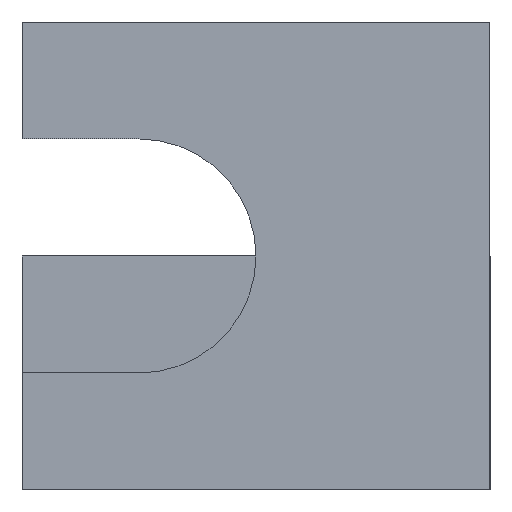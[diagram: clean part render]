
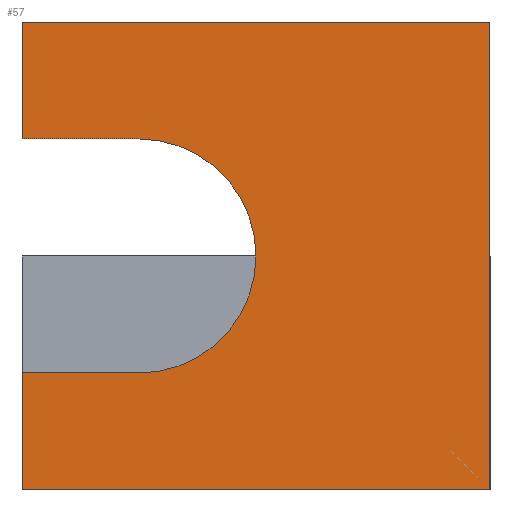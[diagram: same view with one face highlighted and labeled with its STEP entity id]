
A CAD part, left-side view. The second image highlights one B-rep face of the part: STEP entity #57.
In plain terms, the highlighted planar face has unit normal (-1, 0, 0).
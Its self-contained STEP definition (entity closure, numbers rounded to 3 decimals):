
#20 = DIRECTION ( 'NONE',  ( 1., 0., 0. ) ) ;
#22 = CARTESIAN_POINT ( 'NONE',  ( 0., 21., 0. ) ) ;
#33 = DIRECTION ( 'NONE',  ( 0., 0., -1. ) ) ;
#37 = CARTESIAN_POINT ( 'NONE',  ( 0., 0., 14. ) ) ;
#43 = VECTOR ( 'NONE', #468, 1000. ) ;
#44 = CARTESIAN_POINT ( 'NONE',  ( 0., 0., -14. ) ) ;
#50 = LINE ( 'NONE', #44, #148 ) ;
#51 = AXIS2_PLACEMENT_3D ( 'NONE', #22, #20, #97 ) ;
#57 = ADVANCED_FACE ( 'NONE', ( #515 ), #285, .F. ) ;
#63 = EDGE_CURVE ( 'NONE', #201, #406, #402, .T. ) ;
#65 = VERTEX_POINT ( 'NONE', #37 ) ;
#73 = LINE ( 'NONE', #120, #475 ) ;
#78 = CARTESIAN_POINT ( 'NONE',  ( 0., 21., 7. ) ) ;
#97 = DIRECTION ( 'NONE',  ( 0., 0., -1. ) ) ;
#99 = VECTOR ( 'NONE', #456, 1000. ) ;
#108 = LINE ( 'NONE', #329, #99 ) ;
#120 = CARTESIAN_POINT ( 'NONE',  ( 0., 28., 14. ) ) ;
#134 = CARTESIAN_POINT ( 'NONE',  ( 0., 28., -7. ) ) ;
#137 = LINE ( 'NONE', #333, #284 ) ;
#148 = VECTOR ( 'NONE', #454, 1000. ) ;
#150 = EDGE_CURVE ( 'NONE', #65, #289, #137, .T. ) ;
#151 = VERTEX_POINT ( 'NONE', #328 ) ;
#162 = ORIENTED_EDGE ( 'NONE', *, *, #513, .T. ) ;
#166 = CARTESIAN_POINT ( 'NONE',  ( 0., 0., -14. ) ) ;
#186 = DIRECTION ( 'NONE',  ( 0., -1., 0. ) ) ;
#194 = VECTOR ( 'NONE', #186, 1000. ) ;
#201 = VERTEX_POINT ( 'NONE', #524 ) ;
#203 = DIRECTION ( 'NONE',  ( 0., -1., 0. ) ) ;
#207 = DIRECTION ( 'NONE',  ( 0., 0., -1. ) ) ;
#229 = ORIENTED_EDGE ( 'NONE', *, *, #344, .T. ) ;
#234 = DIRECTION ( 'NONE',  ( 0., 0., -1. ) ) ;
#237 = CIRCLE ( 'NONE', #51, 7. ) ;
#238 = EDGE_LOOP ( 'NONE', ( #505, #162, #229, #377, #485, #444, #472, #240 ) ) ;
#240 = ORIENTED_EDGE ( 'NONE', *, *, #405, .T. ) ;
#242 = VECTOR ( 'NONE', #203, 1000. ) ;
#284 = VECTOR ( 'NONE', #234, 1000. ) ;
#285 = PLANE ( 'NONE',  #503 ) ;
#289 = VERTEX_POINT ( 'NONE', #166 ) ;
#306 = EDGE_CURVE ( 'NONE', #321, #289, #50, .T. ) ;
#317 = EDGE_CURVE ( 'NONE', #393, #321, #73, .T. ) ;
#320 = VERTEX_POINT ( 'NONE', #418 ) ;
#321 = VERTEX_POINT ( 'NONE', #534 ) ;
#328 = CARTESIAN_POINT ( 'NONE',  ( 0., 28., 14. ) ) ;
#329 = CARTESIAN_POINT ( 'NONE',  ( 0., 21., -7. ) ) ;
#333 = CARTESIAN_POINT ( 'NONE',  ( 0., 0., 14. ) ) ;
#344 = EDGE_CURVE ( 'NONE', #320, #393, #108, .T. ) ;
#345 = CARTESIAN_POINT ( 'NONE',  ( 0., 28., 14. ) ) ;
#368 = DIRECTION ( 'NONE',  ( 1., 0., 0. ) ) ;
#377 = ORIENTED_EDGE ( 'NONE', *, *, #317, .T. ) ;
#386 = LINE ( 'NONE', #514, #194 ) ;
#393 = VERTEX_POINT ( 'NONE', #134 ) ;
#402 = LINE ( 'NONE', #78, #242 ) ;
#405 = EDGE_CURVE ( 'NONE', #151, #201, #487, .T. ) ;
#406 = VERTEX_POINT ( 'NONE', #504 ) ;
#418 = CARTESIAN_POINT ( 'NONE',  ( 0., 21., -7. ) ) ;
#444 = ORIENTED_EDGE ( 'NONE', *, *, #150, .F. ) ;
#448 = CARTESIAN_POINT ( 'NONE',  ( 0., 0., 14. ) ) ;
#454 = DIRECTION ( 'NONE',  ( 0., -1., 0. ) ) ;
#456 = DIRECTION ( 'NONE',  ( 0., 1., 0. ) ) ;
#468 = DIRECTION ( 'NONE',  ( 0., 0., -1. ) ) ;
#472 = ORIENTED_EDGE ( 'NONE', *, *, #492, .F. ) ;
#475 = VECTOR ( 'NONE', #207, 1000. ) ;
#485 = ORIENTED_EDGE ( 'NONE', *, *, #306, .T. ) ;
#487 = LINE ( 'NONE', #345, #43 ) ;
#492 = EDGE_CURVE ( 'NONE', #151, #65, #386, .T. ) ;
#503 = AXIS2_PLACEMENT_3D ( 'NONE', #448, #368, #33 ) ;
#504 = CARTESIAN_POINT ( 'NONE',  ( 0., 21., 7. ) ) ;
#505 = ORIENTED_EDGE ( 'NONE', *, *, #63, .T. ) ;
#513 = EDGE_CURVE ( 'NONE', #406, #320, #237, .T. ) ;
#514 = CARTESIAN_POINT ( 'NONE',  ( 0., 0., 14. ) ) ;
#515 = FACE_OUTER_BOUND ( 'NONE', #238, .T. ) ;
#524 = CARTESIAN_POINT ( 'NONE',  ( 0., 28., 7. ) ) ;
#534 = CARTESIAN_POINT ( 'NONE',  ( 0., 28., -14. ) ) ;
